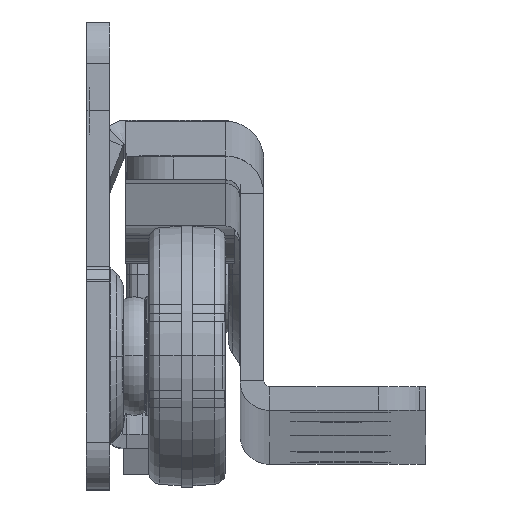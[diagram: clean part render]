
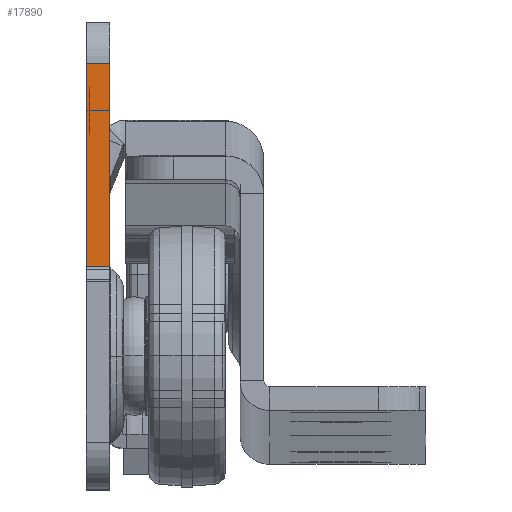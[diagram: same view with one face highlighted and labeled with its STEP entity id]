
A CAD part, top view. The second image highlights one B-rep face of the part: STEP entity #17890.
In plain terms, the highlighted planar face has unit normal (0, 0, 1).
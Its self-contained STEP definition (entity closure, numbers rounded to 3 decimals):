
#384 = DIRECTION ( 'NONE',  ( 0., -1., 0. ) ) ;
#2216 = CARTESIAN_POINT ( 'NONE',  ( 0., 0.554, -1. ) ) ;
#3062 = LINE ( 'NONE', #19158, #30814 ) ;
#4920 = ORIENTED_EDGE ( 'NONE', *, *, #24281, .F. ) ;
#6398 = FACE_OUTER_BOUND ( 'NONE', #43215, .T. ) ;
#6490 = DIRECTION ( 'NONE',  ( 1., 0., 0. ) ) ;
#9599 = DIRECTION ( 'NONE',  ( 0., 0., 1. ) ) ;
#9634 = DIRECTION ( 'NONE',  ( 0., 1., 0. ) ) ;
#10850 = LINE ( 'NONE', #18262, #26535 ) ;
#15963 = EDGE_CURVE ( 'NONE', #22526, #38202, #3062, .T. ) ;
#17890 = ADVANCED_FACE ( 'NONE', ( #6398 ), #22530, .T. ) ;
#18262 = CARTESIAN_POINT ( 'NONE',  ( -111.859, 17.75, -1. ) ) ;
#18513 = DIRECTION ( 'NONE',  ( 1., 0., 0. ) ) ;
#19158 = CARTESIAN_POINT ( 'NONE',  ( 0., 17.75, -1. ) ) ;
#21262 = AXIS2_PLACEMENT_3D ( 'NONE', #45951, #9599, #25707 ) ;
#22318 = CARTESIAN_POINT ( 'NONE',  ( -2., 17.75, -1. ) ) ;
#22526 = VERTEX_POINT ( 'NONE', #36652 ) ;
#22530 = PLANE ( 'NONE',  #21262 ) ;
#24281 = EDGE_CURVE ( 'NONE', #48347, #22526, #10850, .T. ) ;
#24743 = ORIENTED_EDGE ( 'NONE', *, *, #33054, .T. ) ;
#24974 = LINE ( 'NONE', #41227, #38646 ) ;
#25707 = DIRECTION ( 'NONE',  ( 0., -1., 0. ) ) ;
#26535 = VECTOR ( 'NONE', #18513, 1000. ) ;
#28904 = ORIENTED_EDGE ( 'NONE', *, *, #38058, .F. ) ;
#29495 = VECTOR ( 'NONE', #6490, 1000. ) ;
#30814 = VECTOR ( 'NONE', #384, 1000. ) ;
#33054 = EDGE_CURVE ( 'NONE', #41243, #38202, #38582, .T. ) ;
#34073 = CARTESIAN_POINT ( 'NONE',  ( -111.859, 0.554, -1. ) ) ;
#36652 = CARTESIAN_POINT ( 'NONE',  ( 0., 17.75, -1. ) ) ;
#38058 = EDGE_CURVE ( 'NONE', #41243, #48347, #24974, .T. ) ;
#38202 = VERTEX_POINT ( 'NONE', #2216 ) ;
#38582 = LINE ( 'NONE', #34073, #29495 ) ;
#38646 = VECTOR ( 'NONE', #9634, 1000. ) ;
#41227 = CARTESIAN_POINT ( 'NONE',  ( -2., 17.75, -1. ) ) ;
#41243 = VERTEX_POINT ( 'NONE', #49068 ) ;
#43215 = EDGE_LOOP ( 'NONE', ( #24743, #48012, #4920, #28904 ) ) ;
#45951 = CARTESIAN_POINT ( 'NONE',  ( -111.859, 17.75, -1. ) ) ;
#48012 = ORIENTED_EDGE ( 'NONE', *, *, #15963, .F. ) ;
#48347 = VERTEX_POINT ( 'NONE', #22318 ) ;
#49068 = CARTESIAN_POINT ( 'NONE',  ( -2., 0.554, -1. ) ) ;
